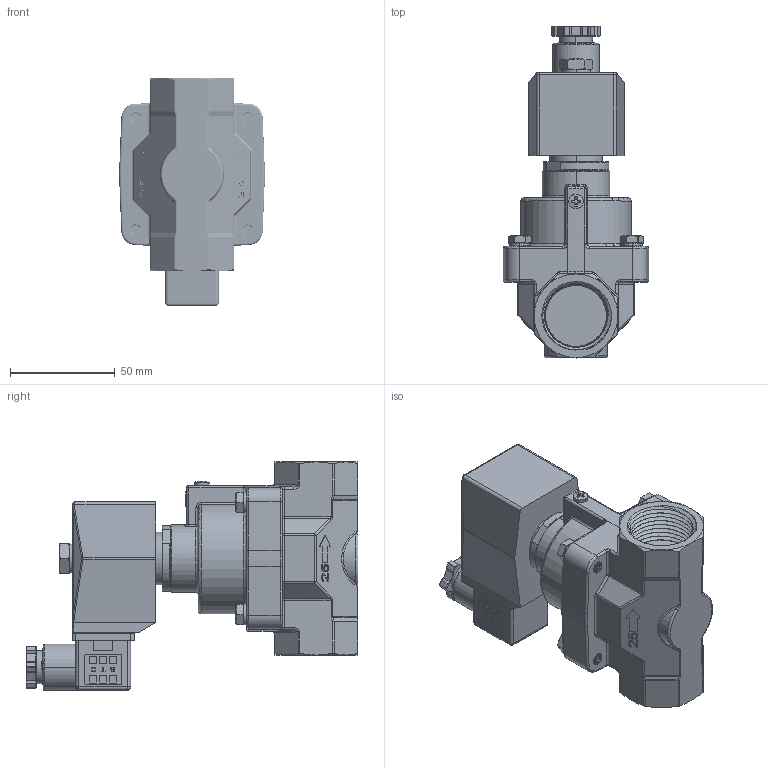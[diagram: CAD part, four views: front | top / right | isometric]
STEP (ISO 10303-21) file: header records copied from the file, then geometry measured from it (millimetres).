
FILE_DESCRIPTION (( 'STEP AP214' ), '1' );
FILE_NAME ('2MS250-1.STEP', '2018-09-01T00:01:21', ( '' ), ( '' ), 'SwSTEP 2.0', 'SolidWorks 2016', '' );
FILE_SCHEMA (( 'AUTOMOTIVE_DESIGN' ));
Length unit declared in the file: millimetre
Products named in the file (1): 2MS250-1
Bounding box: 69.58 x 158.61 x 109.05 mm (x, y, z)
Volume: 360774.3 mm3; surface area: 81072.2 mm2
Topology: 22 solids, 22 shells, 2324 faces, 6578 edges, 4363 vertices
Faces by surface type: plane 1109, cylinder 769, bspline 224, cone 132, torus 49, sphere 41
Entity records: 157281 total; most frequent: CARTESIAN_POINT 75768, ORIENTED_EDGE 13112, DIRECTION 9439, EDGE_CURVE 6556, VERTEX_POINT 4363, LINE 3679, VECTOR 3679, AXIS2_PLACEMENT_3D 2880
